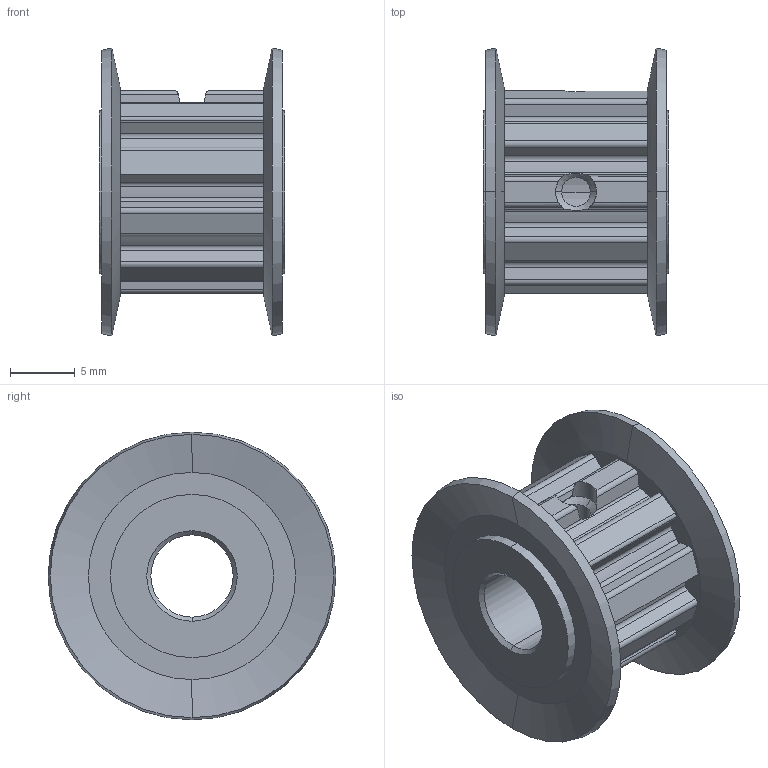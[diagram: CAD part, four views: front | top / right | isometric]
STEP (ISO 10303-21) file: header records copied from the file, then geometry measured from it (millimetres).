
FILE_DESCRIPTION (( 'STEP AP214' ), '1' );
FILE_NAME ('APB10XL037AF-250.step', '2015-04-08T21:03:16', ( '' ), ( '' ), 'SwSTEP 2.0', 'SolidWorks 2014', '' );
FILE_SCHEMA (( 'AUTOMOTIVE_DESIGN' ));
Length unit declared in the file: inch
Products named in the file (1): APB10XL037AF-250
Bounding box: 14.3 x 22.23 x 22.23 mm (x, y, z)
Volume: 2168.1 mm3; surface area: 2347.5 mm2
Topology: 1 solids, 1 shells, 141 faces, 397 edges, 258 vertices
Faces by surface type: cylinder 77, plane 44, cone 20
Entity records: 4780 total; most frequent: CARTESIAN_POINT 1042, ORIENTED_EDGE 794, DIRECTION 791, EDGE_CURVE 397, AXIS2_PLACEMENT_3D 299, VERTEX_POINT 258, VECTOR 193, LINE 193
